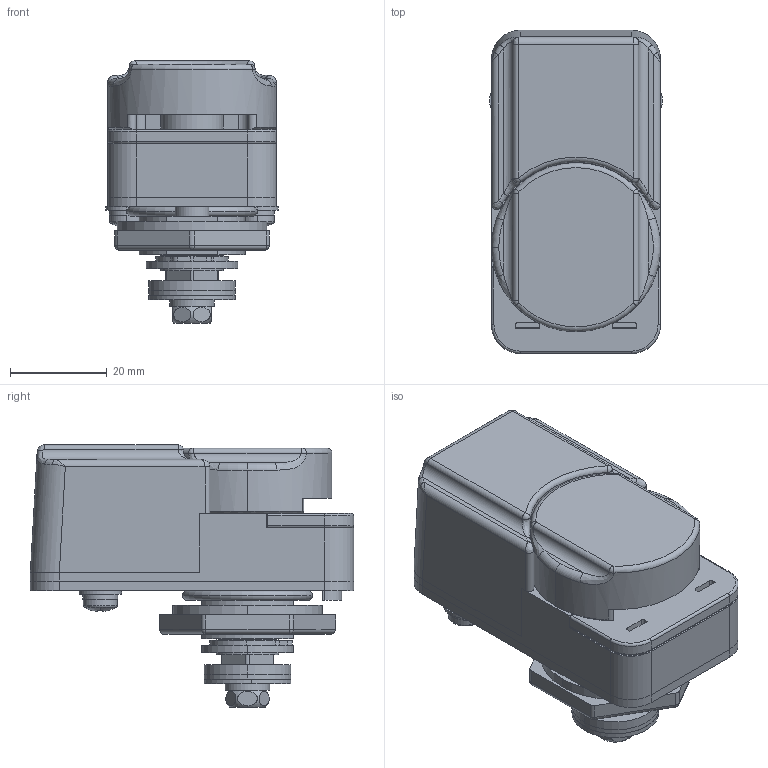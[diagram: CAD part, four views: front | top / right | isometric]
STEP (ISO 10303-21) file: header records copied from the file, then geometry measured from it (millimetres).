
FILE_DESCRIPTION (( 'STEP AP203' ), '1' );
FILE_NAME ('A-372-FS-3.STEP', '2017-08-21T07:39:38', ( '' ), ( '' ), 'SwSTEP 2.0', 'SolidWorks 2014', '' );
FILE_SCHEMA (( 'CONFIG_CONTROL_DESIGN' ));
Length unit declared in the file: millimetre
Products named in the file (17): A-372-FS-3_角ワッシャ(厚）; A-372-FS-3; A-372-FS-3_ハンドル軸; A-372-FS-3_C儕儞僌; A-372-FS-3_六角ナット; スプリングワッシャーM5_JIS B 1251 No.2 5; A-372-FS-3_ロックベース; A-372-FS-3_角ワッシャ(薄）; A-372-FS-3_パッキン; 十字穴付なべねじ(SW付)M4_M4×15; A-372-FS-3_リングワッシャ; A-372-FS-3_Cリング止めワッシャ; 廫帤寠晅偒榋妏儃儖僩M5乮SW丒暯W晅乯.SLDPRT_暯W冇11; A-372-FS-3_ロックダミーキャップ; A-372-FS-3_平ワッシャ; A-372-FS-3_保護スペーサ; 廫帤寠晅偒榋妏儃儖僩M5_M5亊12
Assembly tree (17 placements, depth 3):
  A-372-FS-3
    A-372-FS-3_ロックベース
    A-372-FS-3_ロックダミーキャップ
    A-372-FS-3_ハンドル軸
    A-372-FS-3_パッキン
    A-372-FS-3_保護スペーサ
    A-372-FS-3_六角ナット
    A-372-FS-3_リングワッシャ
    A-372-FS-3_Cリング止めワッシャ
    A-372-FS-3_角ワッシャ(厚）
    A-372-FS-3_角ワッシャ(薄）
    A-372-FS-3_平ワッシャ
    A-372-FS-3_C儕儞僌
    十字穴付なべねじ(SW付)M4_M4×15  x2
    廫帤寠晅偒榋妏儃儖僩M5乮SW丒暯W晅乯.SLDPRT_暯W冇11
      廫帤寠晅偒榋妏儃儖僩M5_M5亊12
      スプリングワッシャーM5_JIS B 1251 No.2 5
Bounding box: 35.8 x 67 x 54.3 mm (x, y, z)
Volume: 49691.4 mm3; surface area: 37961.8 mm2
Topology: 24 solids, 24 shells, 564 faces, 1404 edges, 903 vertices
Faces by surface type: plane 279, cylinder 216, torus 24, cone 17, bspline 16, sphere 12
Entity records: 18878 total; most frequent: CARTESIAN_POINT 4393, DIRECTION 2737, ORIENTED_EDGE 2576, EDGE_CURVE 1288, AXIS2_PLACEMENT_3D 1011, VERTEX_POINT 831, VECTOR 715, LINE 715
